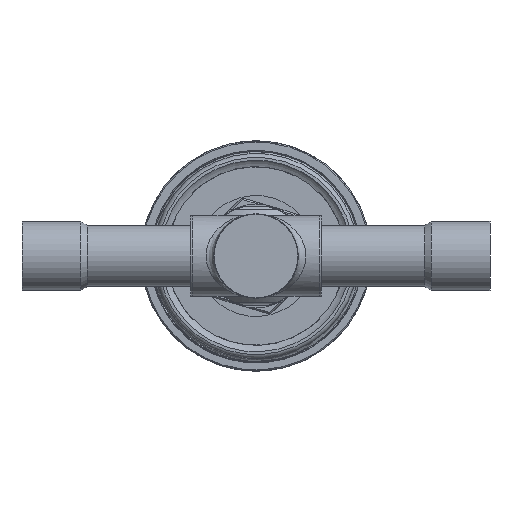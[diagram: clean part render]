
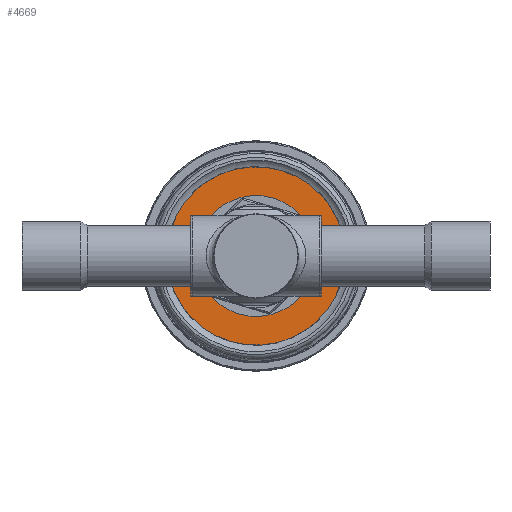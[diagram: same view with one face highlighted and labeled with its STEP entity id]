
A CAD part, front view. The second image highlights one B-rep face of the part: STEP entity #4669.
In plain terms, the highlighted planar face has unit normal (0, 1, 0).
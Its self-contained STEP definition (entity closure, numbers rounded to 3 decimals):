
#835=FACE_BOUND('',#1389,.T.);
#1088=FACE_OUTER_BOUND('',#1388,.T.);
#1388=EDGE_LOOP('',(#4325,#4326));
#1389=EDGE_LOOP('',(#4327,#4328));
#1716=CIRCLE('',#5263,23.25);
#1717=CIRCLE('',#5264,23.25);
#1718=CIRCLE('',#5265,14.956);
#1719=CIRCLE('',#5266,14.956);
#2216=VERTEX_POINT('',#16073);
#2217=VERTEX_POINT('',#16074);
#2218=VERTEX_POINT('',#16077);
#2219=VERTEX_POINT('',#16078);
#2922=EDGE_CURVE('',#2216,#2217,#1716,.T.);
#2923=EDGE_CURVE('',#2217,#2216,#1717,.T.);
#2924=EDGE_CURVE('',#2218,#2219,#1718,.T.);
#2925=EDGE_CURVE('',#2219,#2218,#1719,.T.);
#4325=ORIENTED_EDGE('',*,*,#2922,.T.);
#4326=ORIENTED_EDGE('',*,*,#2923,.T.);
#4327=ORIENTED_EDGE('',*,*,#2924,.T.);
#4328=ORIENTED_EDGE('',*,*,#2925,.T.);
#4416=PLANE('',#5262);
#4669=ADVANCED_FACE('',(#1088,#835),#4416,.T.);
#5262=AXIS2_PLACEMENT_3D('',#16072,#6607,#6608);
#5263=AXIS2_PLACEMENT_3D('',#16075,#6609,#6610);
#5264=AXIS2_PLACEMENT_3D('',#16076,#6611,#6612);
#5265=AXIS2_PLACEMENT_3D('',#16079,#6613,#6614);
#5266=AXIS2_PLACEMENT_3D('',#16080,#6615,#6616);
#6607=DIRECTION('center_axis',(0.,1.,0.));
#6608=DIRECTION('ref_axis',(0.686,0.,-0.728));
#6609=DIRECTION('center_axis',(0.,1.,0.));
#6610=DIRECTION('ref_axis',(0.686,0.,-0.728));
#6611=DIRECTION('center_axis',(0.,1.,0.));
#6612=DIRECTION('ref_axis',(0.686,0.,-0.728));
#6613=DIRECTION('center_axis',(0.,-1.,0.));
#6614=DIRECTION('ref_axis',(0.686,0.,-0.728));
#6615=DIRECTION('center_axis',(0.,-1.,0.));
#6616=DIRECTION('ref_axis',(0.686,0.,-0.728));
#16072=CARTESIAN_POINT('Origin',(19.938,60.505,122.));
#16073=CARTESIAN_POINT('',(35.886,60.505,105.082));
#16074=CARTESIAN_POINT('',(3.99,60.505,138.918));
#16075=CARTESIAN_POINT('Origin',(19.938,60.505,122.));
#16076=CARTESIAN_POINT('Origin',(19.938,60.505,122.));
#16077=CARTESIAN_POINT('',(30.197,60.505,111.117));
#16078=CARTESIAN_POINT('',(9.679,60.505,132.883));
#16079=CARTESIAN_POINT('Origin',(19.938,60.505,122.));
#16080=CARTESIAN_POINT('Origin',(19.938,60.505,122.));
